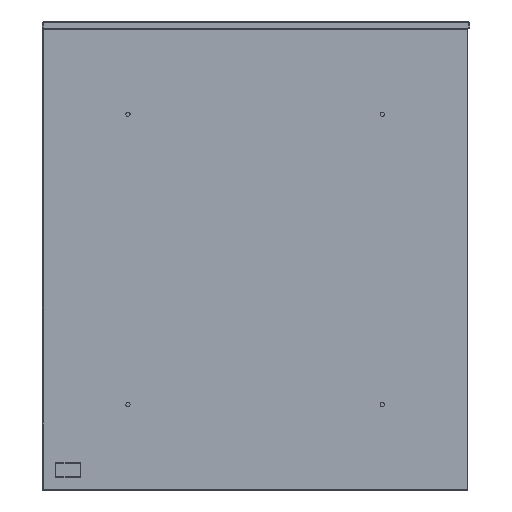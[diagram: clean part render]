
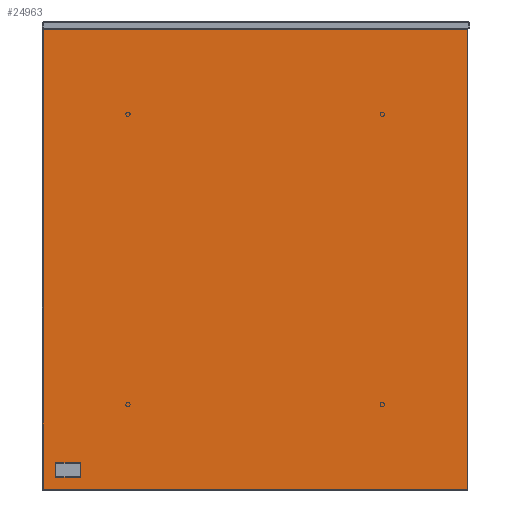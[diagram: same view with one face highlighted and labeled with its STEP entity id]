
A CAD part, left-side view. The second image highlights one B-rep face of the part: STEP entity #24963.
In plain terms, the highlighted planar face has unit normal (-1, 0, 0).
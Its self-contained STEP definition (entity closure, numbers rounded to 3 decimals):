
#24701=CARTESIAN_POINT('',(-4850.693,10231.25,-596.869));
#24702=VERTEX_POINT('',#24701);
#24703=CARTESIAN_POINT('',(-4850.693,10231.25,-59.131));
#24704=VERTEX_POINT('',#24703);
#24705=CARTESIAN_POINT('',(-4850.693,10231.25,-596.869));
#24706=DIRECTION('',(0.0,0.0,1.0));
#24707=VECTOR('',#24706,537.737);
#24708=LINE('',#24705,#24707);
#24709=EDGE_CURVE('',#24702,#24704,#24708,.T.);
#24732=CARTESIAN_POINT('',(-4850.693,10230.919,-58.8));
#24733=VERTEX_POINT('',#24732);
#24734=CARTESIAN_POINT('',(-4850.693,10231.25,-59.131));
#24735=DIRECTION('',(0.0,-0.707,0.707));
#24736=VECTOR('',#24735,0.469);
#24737=LINE('',#24734,#24736);
#24738=EDGE_CURVE('',#24704,#24733,#24737,.T.);
#24756=CARTESIAN_POINT('',(-4850.693,9735.181,-58.8));
#24757=VERTEX_POINT('',#24756);
#24758=CARTESIAN_POINT('',(-4850.693,10230.919,-58.8));
#24759=DIRECTION('',(0.0,-1.0,0.0));
#24760=VECTOR('',#24759,495.737);
#24761=LINE('',#24758,#24760);
#24762=EDGE_CURVE('',#24733,#24757,#24761,.T.);
#24789=CARTESIAN_POINT('',(-4850.693,9734.85,-59.131));
#24790=VERTEX_POINT('',#24789);
#24791=CARTESIAN_POINT('',(-4850.693,9735.181,-58.8));
#24792=DIRECTION('',(0.0,-0.707,-0.707));
#24793=VECTOR('',#24792,0.469);
#24794=LINE('',#24791,#24793);
#24795=EDGE_CURVE('',#24757,#24790,#24794,.T.);
#24820=CARTESIAN_POINT('',(-4850.693,9734.85,-596.869));
#24821=VERTEX_POINT('',#24820);
#24822=CARTESIAN_POINT('',(-4850.693,9734.85,-59.131));
#24823=DIRECTION('',(0.0,0.0,-1.0));
#24824=VECTOR('',#24823,537.737);
#24825=LINE('',#24822,#24824);
#24826=EDGE_CURVE('',#24790,#24821,#24825,.T.);
#24851=CARTESIAN_POINT('',(-4850.693,9735.181,-597.2));
#24852=VERTEX_POINT('',#24851);
#24853=CARTESIAN_POINT('',(-4850.693,9734.85,-596.869));
#24854=DIRECTION('',(0.0,0.707,-0.707));
#24855=VECTOR('',#24854,0.469);
#24856=LINE('',#24853,#24855);
#24857=EDGE_CURVE('',#24821,#24852,#24856,.T.);
#24880=CARTESIAN_POINT('',(-4850.693,10230.919,-597.2));
#24881=VERTEX_POINT('',#24880);
#24882=CARTESIAN_POINT('',(-4850.693,9735.181,-597.2));
#24883=DIRECTION('',(0.0,1.0,0.0));
#24884=VECTOR('',#24883,495.737);
#24885=LINE('',#24882,#24884);
#24886=EDGE_CURVE('',#24852,#24881,#24885,.T.);
#24904=CARTESIAN_POINT('',(-4850.693,10230.919,-597.2));
#24905=DIRECTION('',(0.0,0.707,0.707));
#24906=VECTOR('',#24905,0.469);
#24907=LINE('',#24904,#24906);
#24908=EDGE_CURVE('',#24881,#24702,#24907,.T.);
#24948=CARTESIAN_POINT('',(-4850.693,9983.05,-597.201));
#24949=DIRECTION('',(-1.0,0.0,0.0));
#24950=DIRECTION('',(0.0,0.0,1.0));
#24951=AXIS2_PLACEMENT_3D('',#24948,#24949,#24950);
#24952=PLANE('',#24951);
#24953=ORIENTED_EDGE('',*,*,#24709,.F.);
#24954=ORIENTED_EDGE('',*,*,#24908,.F.);
#24955=ORIENTED_EDGE('',*,*,#24886,.F.);
#24956=ORIENTED_EDGE('',*,*,#24857,.F.);
#24957=ORIENTED_EDGE('',*,*,#24826,.F.);
#24958=ORIENTED_EDGE('',*,*,#24795,.F.);
#24959=ORIENTED_EDGE('',*,*,#24762,.F.);
#24960=ORIENTED_EDGE('',*,*,#24738,.F.);
#24961=EDGE_LOOP('',(#24953,#24954,#24955,#24956,#24957,#24958,#24959,#24960));
#24962=FACE_OUTER_BOUND('',#24961,.T.);
#24963=ADVANCED_FACE('',(#24962),#24952,.T.);
